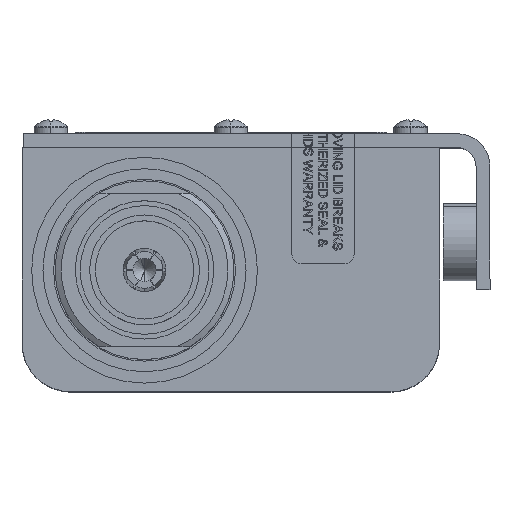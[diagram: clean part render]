
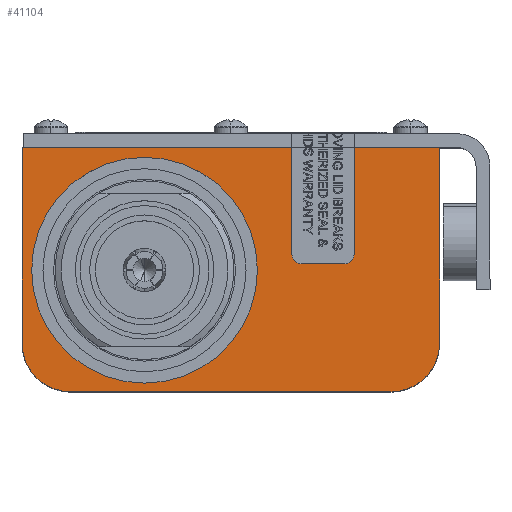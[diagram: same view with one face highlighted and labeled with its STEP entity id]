
A CAD part, top view. The second image highlights one B-rep face of the part: STEP entity #41104.
In plain terms, the highlighted planar face has unit normal (0, 0, 1).
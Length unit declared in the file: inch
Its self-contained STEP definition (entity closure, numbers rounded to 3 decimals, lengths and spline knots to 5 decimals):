
#607 = CARTESIAN_POINT ( 'NONE',  ( -0.555, -0.729, 0.834 ) ) ;
#1572 = DIRECTION ( 'NONE',  ( -1., 0., 0. ) ) ;
#2140 = LINE ( 'NONE', #68562, #61848 ) ;
#2225 = CARTESIAN_POINT ( 'NONE',  ( 1.03, -0.472, 0.834 ) ) ;
#4469 = DIRECTION ( 'NONE',  ( 0., 0., 1. ) ) ;
#5116 = ORIENTED_EDGE ( 'NONE', *, *, #29291, .T. ) ;
#6499 = PLANE ( 'NONE',  #60576 ) ;
#6537 = ORIENTED_EDGE ( 'NONE', *, *, #57158, .T. ) ;
#9555 = EDGE_LOOP ( 'NONE', ( #5116, #6537, #47690, #25577, #44829, #47343 ) ) ;
#9845 = CARTESIAN_POINT ( 'NONE',  ( 1.343, -0.472, 0.834 ) ) ;
#10244 = DIRECTION ( 'NONE',  ( 0., 0., 1. ) ) ;
#11176 = CARTESIAN_POINT ( 'NONE',  ( 1.343, -0.472, 0.834 ) ) ;
#15366 = DIRECTION ( 'NONE',  ( 0., -1., 0. ) ) ;
#15654 = CARTESIAN_POINT ( 'NONE',  ( -1.03, -0.785, 0.834 ) ) ;
#15720 = CIRCLE ( 'NONE', #54161, 0.726 ) ;
#17216 = CIRCLE ( 'NONE', #20220, 0.726 ) ;
#17828 = EDGE_CURVE ( 'NONE', #24500, #18950, #57481, .T. ) ;
#18950 = VERTEX_POINT ( 'NONE', #58086 ) ;
#19014 = VERTEX_POINT ( 'NONE', #62716 ) ;
#19883 = EDGE_CURVE ( 'NONE', #23014, #65204, #17216, .T. ) ;
#20098 = EDGE_CURVE ( 'NONE', #34542, #43448, #48702, .T. ) ;
#20220 = AXIS2_PLACEMENT_3D ( 'NONE', #36166, #4469, #15366 ) ;
#21547 = DIRECTION ( 'NONE',  ( 0., -1., 0. ) ) ;
#22430 = CARTESIAN_POINT ( 'NONE',  ( -1.03, -0.472, 0.834 ) ) ;
#22579 = LINE ( 'NONE', #9845, #65665 ) ;
#23014 = VERTEX_POINT ( 'NONE', #607 ) ;
#24201 = VECTOR ( 'NONE', #25987, 39.37008 ) ;
#24500 = VERTEX_POINT ( 'NONE', #32580 ) ;
#25577 = ORIENTED_EDGE ( 'NONE', *, *, #17828, .T. ) ;
#25716 = DIRECTION ( 'NONE',  ( -1., 0., 0. ) ) ;
#25987 = DIRECTION ( 'NONE',  ( 0., -1., 0. ) ) ;
#29291 = EDGE_CURVE ( 'NONE', #43448, #67555, #22579, .T. ) ;
#30426 = DIRECTION ( 'NONE',  ( 0., 1., 0. ) ) ;
#30823 = CARTESIAN_POINT ( 'NONE',  ( -0.555, -0.003, 0.834 ) ) ;
#32045 = DIRECTION ( 'NONE',  ( 1., 0., 0. ) ) ;
#32580 = CARTESIAN_POINT ( 'NONE',  ( -1.343, -0.472, 0.834 ) ) ;
#33328 = DIRECTION ( 'NONE',  ( 0., 0., -1. ) ) ;
#33438 = EDGE_CURVE ( 'NONE', #18950, #34542, #46086, .T. ) ;
#34421 = ORIENTED_EDGE ( 'NONE', *, *, #19883, .F. ) ;
#34542 = VERTEX_POINT ( 'NONE', #44084 ) ;
#35152 = DIRECTION ( 'NONE',  ( 0., 0., 1. ) ) ;
#35933 = CARTESIAN_POINT ( 'NONE',  ( -1.343, -0.472, 0.834 ) ) ;
#36166 = CARTESIAN_POINT ( 'NONE',  ( -0.555, -0.003, 0.834 ) ) ;
#38290 = LINE ( 'NONE', #35933, #24201 ) ;
#38795 = AXIS2_PLACEMENT_3D ( 'NONE', #66911, #35152, #62042 ) ;
#39333 = DIRECTION ( 'NONE',  ( 0., 0., 1. ) ) ;
#41104 = ADVANCED_FACE ( 'NONE', ( #55592, #48944 ), #6499, .F. ) ;
#43448 = VERTEX_POINT ( 'NONE', #11176 ) ;
#44084 = CARTESIAN_POINT ( 'NONE',  ( 1.03, -0.785, 0.834 ) ) ;
#44829 = ORIENTED_EDGE ( 'NONE', *, *, #33438, .T. ) ;
#44880 = DIRECTION ( 'NONE',  ( 1., 0., 0. ) ) ;
#45390 = CARTESIAN_POINT ( 'NONE',  ( 1.343, 0.785, 0.834 ) ) ;
#46086 = LINE ( 'NONE', #15654, #57731 ) ;
#47343 = ORIENTED_EDGE ( 'NONE', *, *, #20098, .T. ) ;
#47690 = ORIENTED_EDGE ( 'NONE', *, *, #65912, .T. ) ;
#48702 = CIRCLE ( 'NONE', #54820, 0.313 ) ;
#48944 = FACE_OUTER_BOUND ( 'NONE', #9555, .T. ) ;
#54161 = AXIS2_PLACEMENT_3D ( 'NONE', #30823, #10244, #21547 ) ;
#54820 = AXIS2_PLACEMENT_3D ( 'NONE', #2225, #39333, #44880 ) ;
#55592 = FACE_BOUND ( 'NONE', #68082, .T. ) ;
#56416 = CARTESIAN_POINT ( 'NONE',  ( -0.555, 0.723, 0.834 ) ) ;
#57158 = EDGE_CURVE ( 'NONE', #67555, #19014, #2140, .T. ) ;
#57481 = CIRCLE ( 'NONE', #38795, 0.313 ) ;
#57731 = VECTOR ( 'NONE', #32045, 39.37008 ) ;
#58086 = CARTESIAN_POINT ( 'NONE',  ( -1.03, -0.785, 0.834 ) ) ;
#60576 = AXIS2_PLACEMENT_3D ( 'NONE', #22430, #33328, #1572 ) ;
#61848 = VECTOR ( 'NONE', #25716, 39.37008 ) ;
#62042 = DIRECTION ( 'NONE',  ( -1., 0., 0. ) ) ;
#62716 = CARTESIAN_POINT ( 'NONE',  ( -1.343, 0.785, 0.834 ) ) ;
#63160 = EDGE_CURVE ( 'NONE', #65204, #23014, #15720, .T. ) ;
#65204 = VERTEX_POINT ( 'NONE', #56416 ) ;
#65665 = VECTOR ( 'NONE', #30426, 39.37008 ) ;
#65912 = EDGE_CURVE ( 'NONE', #19014, #24500, #38290, .T. ) ;
#66123 = ORIENTED_EDGE ( 'NONE', *, *, #63160, .F. ) ;
#66911 = CARTESIAN_POINT ( 'NONE',  ( -1.03, -0.472, 0.834 ) ) ;
#67555 = VERTEX_POINT ( 'NONE', #45390 ) ;
#68082 = EDGE_LOOP ( 'NONE', ( #34421, #66123 ) ) ;
#68562 = CARTESIAN_POINT ( 'NONE',  ( -1.343, 0.785, 0.834 ) ) ;
